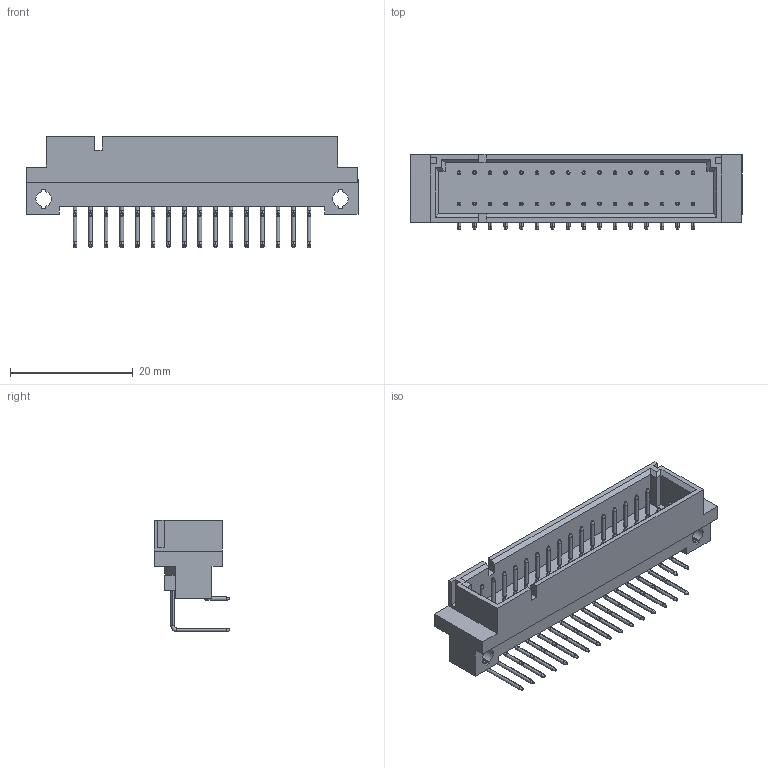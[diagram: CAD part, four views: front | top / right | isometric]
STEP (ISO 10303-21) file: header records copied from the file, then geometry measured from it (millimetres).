
FILE_DESCRIPTION (( 'STEP AP214' ), '1' );
FILE_NAME ('86094327313755E1LF.STEP', '2022-08-12T20:36:06', ( '' ), ( '' ), 'SwSTEP 2.0', 'SolidWorks 2017', '' );
FILE_SCHEMA (( 'AUTOMOTIVE_DESIGN' ));
Length unit declared in the file: millimetre
Products named in the file (2): 8609xxx73xxxx5E1LF_86094327313755E1LF; 86094327313755E1LF
Assembly tree (1 placements, depth 2):
  86094327313755E1LF
    8609xxx73xxxx5E1LF_86094327313755E1LF
Bounding box: 54 x 12.3 x 18.12 mm (x, y, z)
Volume: 3424.6 mm3; surface area: 4327.1 mm2
Topology: 65 solids, 65 shells, 586 faces, 1166 edges, 710 vertices
Faces by surface type: plane 198, cylinder 196, cone 128, torus 64
Entity records: 15832 total; most frequent: DIRECTION 2994, CARTESIAN_POINT 2466, ORIENTED_EDGE 2332, AXIS2_PLACEMENT_3D 1238, EDGE_CURVE 1166, VERTEX_POINT 710, CIRCLE 648, EDGE_LOOP 590
